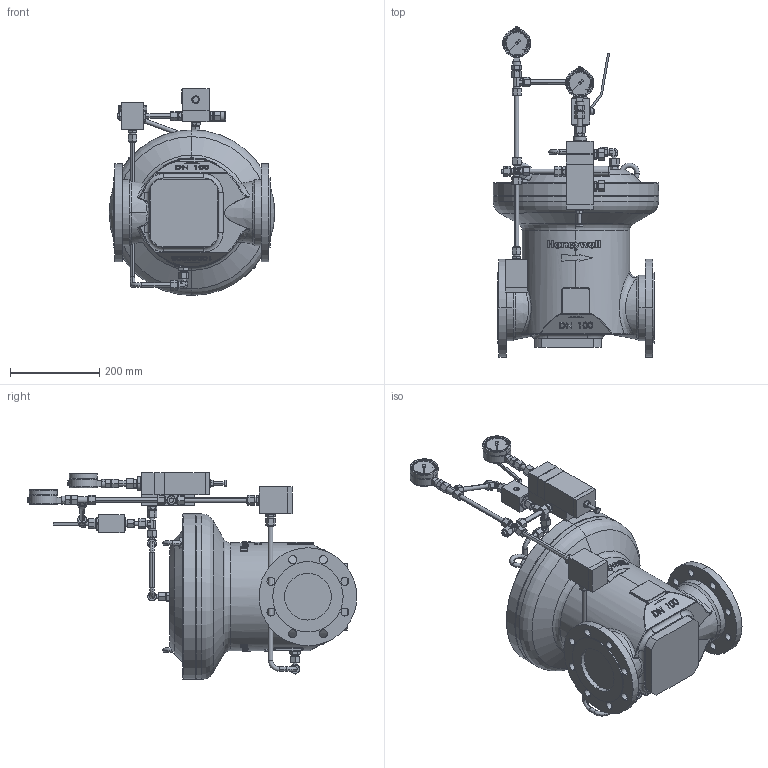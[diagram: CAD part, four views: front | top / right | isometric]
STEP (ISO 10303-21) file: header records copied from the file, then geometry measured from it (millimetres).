
FILE_DESCRIPTION (( 'STEP AP214' ), '1' );
FILE_NAME ('RMG402_DN100_PN16_0_630-1_LR.STEP', '2020-04-06T12:48:33', ( '' ), ( '' ), 'SwSTEP 2.0', 'SolidWorks 2017', '' );
FILE_SCHEMA (( 'AUTOMOTIVE_DESIGN' ));
Length unit declared in the file: millimetre
Products named in the file (1): RMG402_DN100_PN16_0_630-1_LR
Bounding box: 372.5 x 741.1 x 465.1 mm (x, y, z)
Volume: 26479453.4 mm3; surface area: 902176 mm2
Topology: 1 solids, 1 shells, 2201 faces, 5352 edges, 3317 vertices
Faces by surface type: plane 824, cone 552, bspline 419, cylinder 345, torus 49, sphere 12
Entity records: 90045 total; most frequent: CARTESIAN_POINT 39533, ORIENTED_EDGE 10684, DIRECTION 8316, EDGE_CURVE 5342, VERTEX_POINT 3317, AXIS2_PLACEMENT_3D 3195, EDGE_LOOP 2417, FACE_OUTER_BOUND 2201
